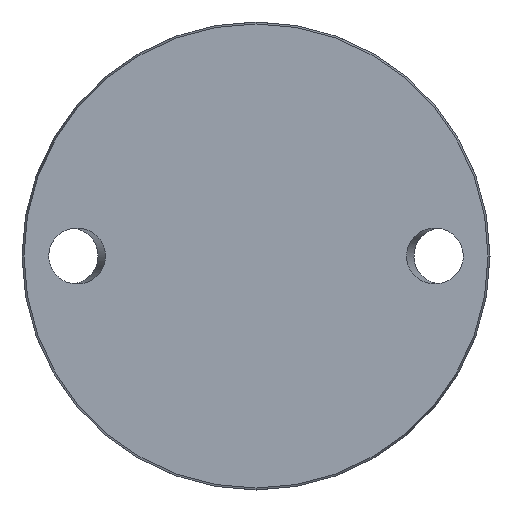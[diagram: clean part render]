
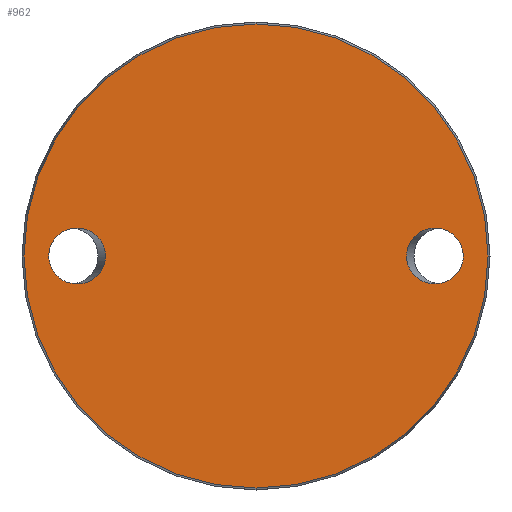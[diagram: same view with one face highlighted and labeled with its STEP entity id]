
A CAD part, front view. The second image highlights one B-rep face of the part: STEP entity #962.
In plain terms, the highlighted planar face has unit normal (0, -1, 0).
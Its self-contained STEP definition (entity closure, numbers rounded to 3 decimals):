
#14 = CARTESIAN_POINT ( 'NONE',  ( 44.385, 0., 0. ) ) ;
#46 = FACE_BOUND ( 'NONE', #115, .T. ) ;
#54 = EDGE_LOOP ( 'NONE', ( #151 ) ) ;
#56 =( BOUNDED_CURVE ( )  B_SPLINE_CURVE ( 3, ( #296, #142, #302, #614, #390, #923, #689 ),
 .UNSPECIFIED., .T., .T. ) 
 B_SPLINE_CURVE_WITH_KNOTS ( ( 4, 3, 4 ),
 ( 0., 3.142, 6.283 ),
 .UNSPECIFIED. ) 
 CURVE ( )  GEOMETRIC_REPRESENTATION_ITEM ( )  RATIONAL_B_SPLINE_CURVE ( ( 1., 0.333, 0.333, 1., 0.333, 0.333, 1. ) ) 
 REPRESENTATION_ITEM ( '' )  );
#102 = CARTESIAN_POINT ( 'NONE',  ( 44.385, 0., 0. ) ) ;
#115 = EDGE_LOOP ( 'NONE', ( #885 ) ) ;
#136 = CARTESIAN_POINT ( 'NONE',  ( 44.385, 0., -16.5 ) ) ;
#142 = CARTESIAN_POINT ( 'NONE',  ( -61.115, 0., 16.5 ) ) ;
#151 = ORIENTED_EDGE ( 'NONE', *, *, #695, .F. ) ;
#182 = CARTESIAN_POINT ( 'NONE',  ( 44.385, 0., 16.5 ) ) ;
#197 = FACE_BOUND ( 'NONE', #54, .T. ) ;
#207 = VERTEX_POINT ( 'NONE', #518 ) ;
#229 =( BOUNDED_CURVE ( )  B_SPLINE_CURVE ( 3, ( #14, #136, #862, #760, #946, #182, #102 ),
 .UNSPECIFIED., .T., .T. ) 
 B_SPLINE_CURVE_WITH_KNOTS ( ( 4, 3, 4 ),
 ( 0., 3.142, 6.283 ),
 .UNSPECIFIED. ) 
 CURVE ( )  GEOMETRIC_REPRESENTATION_ITEM ( )  RATIONAL_B_SPLINE_CURVE ( ( 1., 0.333, 0.333, 1., 0.333, 0.333, 1. ) ) 
 REPRESENTATION_ITEM ( '' )  );
#280 = FACE_OUTER_BOUND ( 'NONE', #639, .T. ) ;
#296 = CARTESIAN_POINT ( 'NONE',  ( -61.115, 0., 0. ) ) ;
#302 = CARTESIAN_POINT ( 'NONE',  ( -44.385, 0., 16.5 ) ) ;
#367 = CARTESIAN_POINT ( 'NONE',  ( -68.425, 0., 0. ) ) ;
#368 = CIRCLE ( 'NONE', #621, 68.425 ) ;
#390 = CARTESIAN_POINT ( 'NONE',  ( -44.385, 0., -16.5 ) ) ;
#409 = DIRECTION ( 'NONE',  ( 0., 0., -1. ) ) ;
#438 = VERTEX_POINT ( 'NONE', #739 ) ;
#510 = DIRECTION ( 'NONE',  ( 0., 1., 0. ) ) ;
#518 = CARTESIAN_POINT ( 'NONE',  ( 44.385, 0., 0. ) ) ;
#522 = EDGE_CURVE ( 'NONE', #438, #438, #56, .T. ) ;
#545 = CARTESIAN_POINT ( 'NONE',  ( 0., 0., 0. ) ) ;
#561 = DIRECTION ( 'NONE',  ( 0., -1., 0. ) ) ;
#593 = VERTEX_POINT ( 'NONE', #895 ) ;
#602 = DIRECTION ( 'NONE',  ( 0., 0., 1. ) ) ;
#614 = CARTESIAN_POINT ( 'NONE',  ( -44.385, 0., 0. ) ) ;
#621 = AXIS2_PLACEMENT_3D ( 'NONE', #545, #561, #409 ) ;
#639 = EDGE_LOOP ( 'NONE', ( #951 ) ) ;
#673 = EDGE_CURVE ( 'NONE', #593, #593, #368, .T. ) ;
#682 = PLANE ( 'NONE',  #700 ) ;
#689 = CARTESIAN_POINT ( 'NONE',  ( -61.115, 0., 0. ) ) ;
#695 = EDGE_CURVE ( 'NONE', #207, #207, #229, .T. ) ;
#700 = AXIS2_PLACEMENT_3D ( 'NONE', #367, #510, #602 ) ;
#739 = CARTESIAN_POINT ( 'NONE',  ( -61.115, 0., 0. ) ) ;
#760 = CARTESIAN_POINT ( 'NONE',  ( 61.115, 0., 0. ) ) ;
#862 = CARTESIAN_POINT ( 'NONE',  ( 61.115, 0., -16.5 ) ) ;
#885 = ORIENTED_EDGE ( 'NONE', *, *, #522, .T. ) ;
#895 = CARTESIAN_POINT ( 'NONE',  ( 0., 0., -68.425 ) ) ;
#923 = CARTESIAN_POINT ( 'NONE',  ( -61.115, 0., -16.5 ) ) ;
#946 = CARTESIAN_POINT ( 'NONE',  ( 61.115, 0., 16.5 ) ) ;
#951 = ORIENTED_EDGE ( 'NONE', *, *, #673, .T. ) ;
#962 = ADVANCED_FACE ( 'NONE', ( #46, #197, #280 ), #682, .F. ) ;
